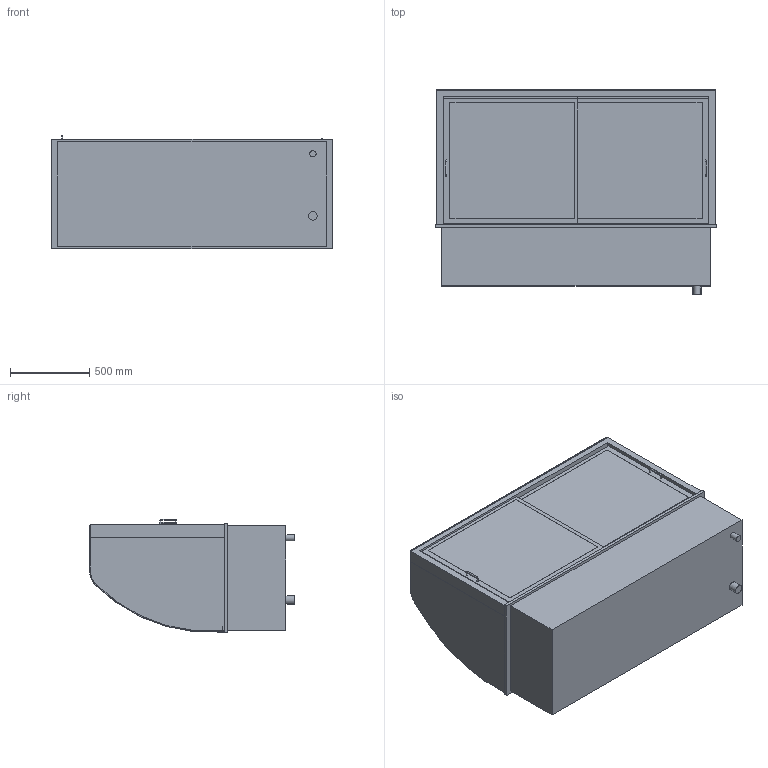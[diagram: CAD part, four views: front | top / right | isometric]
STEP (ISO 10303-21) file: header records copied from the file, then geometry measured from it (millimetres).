
FILE_DESCRIPTION(/* description */ ('Einbaukühlvitrine: zentralgekühlt'),/* implementation_level */ '2;1');
FILE_NAME(/* name */ '3D-AKE-00006465.stp',/* time_stamp */ '2023-05-12T11:36:51+02:00',/* author */ ('marina.schachner'),/* organization */ (''),/* preprocessor_version */ 'ST-DEVELOPER v18.1',/* originating_system */ 'Autodesk Inventor 2020',/* authorisation */ '');
FILE_SCHEMA (('AUTOMOTIVE_DESIGN { 1 0 10303 214 3 1 1 }'));
Length unit declared in the file: millimetre
Products named in the file (1): 3D-AKE-00006465
Bounding box: 1775 x 1299 x 721 mm (x, y, z)
Volume: 184648604.6 mm3; surface area: 26859257.9 mm2
Topology: 49 solids, 49 shells, 469 faces, 1117 edges, 750 vertices
Faces by surface type: plane 382, cylinder 83, torus 4
Full cylindrical faces by diameter (mm): 8 x6, 40 x1, 55 x1
Entity records: 13487 total; most frequent: CARTESIAN_POINT 2337, DIRECTION 2251, ORIENTED_EDGE 2234, EDGE_CURVE 1117, LINE 923, VECTOR 923, VERTEX_POINT 750, AXIS2_PLACEMENT_3D 664
